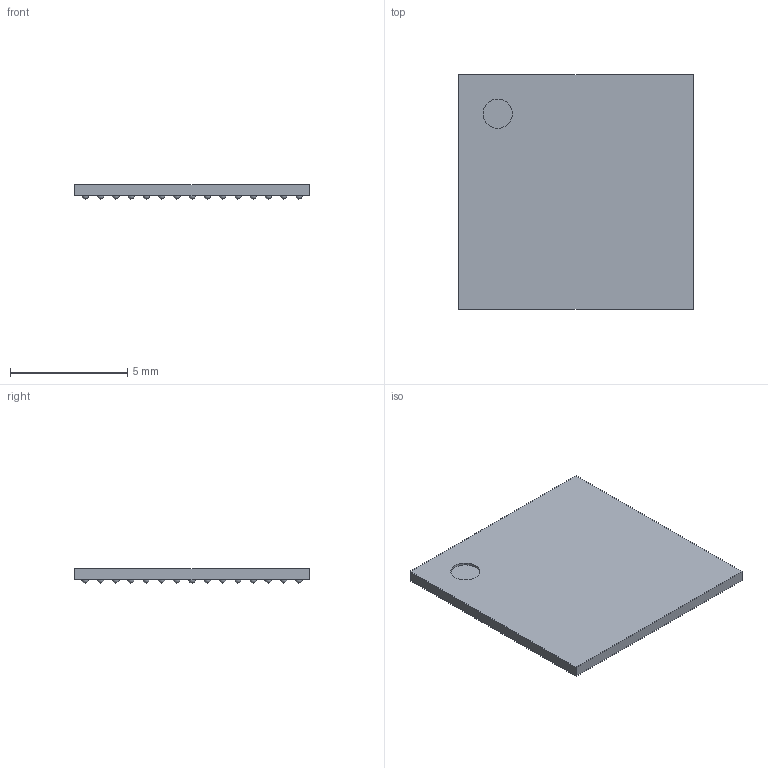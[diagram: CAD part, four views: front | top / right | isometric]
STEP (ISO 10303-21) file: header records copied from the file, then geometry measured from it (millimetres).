
FILE_DESCRIPTION(('Open CASCADE Model'),'2;1');
FILE_NAME('Open CASCADE Shape Model','2025-11-12T20:41:35',('Author'),( 'Open CASCADE'),'Open CASCADE STEP processor 7.5','Open CASCADE 7.5' ,'Unknown');
FILE_SCHEMA(('AUTOMOTIVE_DESIGN { 1 0 10303 214 1 1 1 1 }'));
Length unit declared in the file: millimetre
Products named in the file (7): PCB; Designator1; 9052080288; Open CASCADE STEP translator 7.5 25.1; Body; Open CASCADE STEP translator 7.5 25.2.1; ball
Assembly tree (229 placements, depth 4):
  PCB
  Designator1
    9052080288
      Open CASCADE STEP translator 7.5 25.1
      Body
        Open CASCADE STEP translator 7.5 25.2.1
      ball  x225
Bounding box: 10 x 10 x 0.6 mm (x, y, z)
Volume: 49.8 mm3; surface area: 279.9 mm2
Topology: 226 solids, 227 shells, 234 faces, 691 edges, 461 vertices
Faces by surface type: sphere 225, plane 8, cylinder 1
Full cylindrical faces by diameter (mm): 1.25 x1
Entity records: 2167 total; most frequent: DIRECTION 499, CARTESIAN_POINT 268, AXIS2_PLACEMENT_3D 243, PRODUCT_DEFINITION_SHAPE 236, CONTEXT_DEPENDENT_SHAPE_REPRESENTATION 229, ITEM_DEFINED_TRANSFORMATION 229, NEXT_ASSEMBLY_USAGE_OCCURRENCE 229, ORIENTED_EDGE 31
